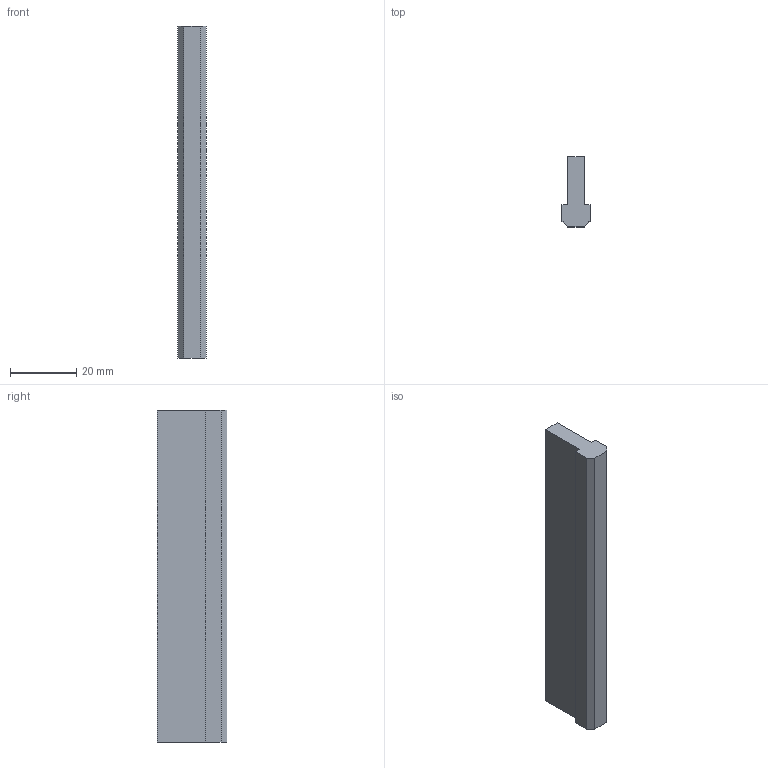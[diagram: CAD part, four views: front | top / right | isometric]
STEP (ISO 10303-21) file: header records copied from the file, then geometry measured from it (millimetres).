
FILE_DESCRIPTION(('STEP AP203'),'2;1');
FILE_NAME('22.023.00.stp','2011-03-21T16:05:50',(''),(''),'2009.3.110','THINKDESIGN','');
FILE_SCHEMA(('CONFIG_CONTROL_DESIGN'));
Length unit declared in the file: millimetre
Bounding box: 8.5 x 21 x 100 mm (x, y, z)
Volume: 12468.7 mm3; surface area: 5944.3 mm2
Topology: 1 solids, 1 shells, 12 faces, 30 edges, 20 vertices
Faces by surface type: plane 12
Entity records: 447 total; most frequent: CARTESIAN_POINT 62, ORIENTED_EDGE 60, DIRECTION 54, VECTOR 30, LINE 30, EDGE_CURVE 30, VERTEX_POINT 20, AXIS2_PLACEMENT_3D 12
